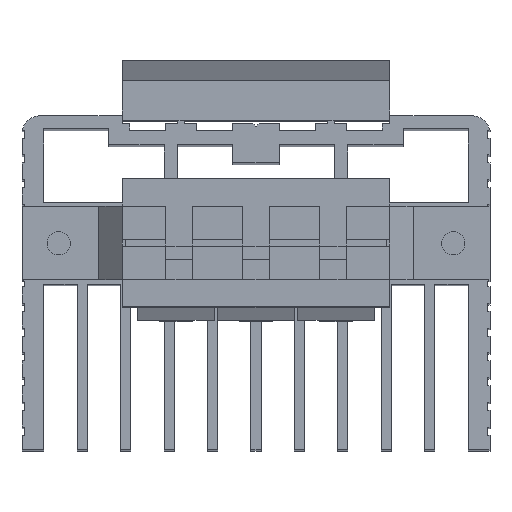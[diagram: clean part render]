
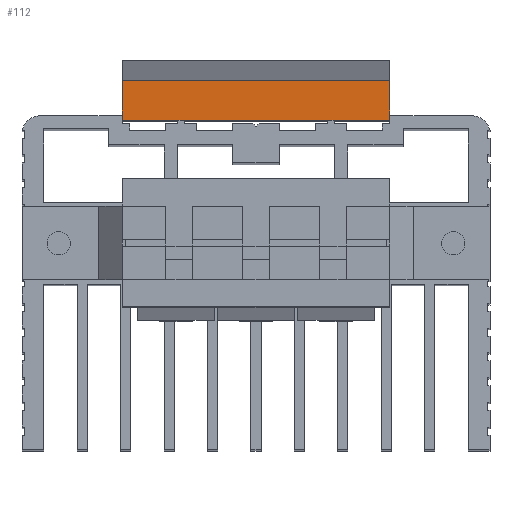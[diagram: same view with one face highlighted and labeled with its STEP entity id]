
A CAD part, top view. The second image highlights one B-rep face of the part: STEP entity #112.
In plain terms, the highlighted planar face has unit normal (0, 0, 1).
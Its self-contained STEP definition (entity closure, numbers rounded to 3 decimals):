
#112=ADVANCED_FACE('',(#616),#617,.F.);
#616=FACE_OUTER_BOUND('',#1507,.T.);
#617=PLANE('',#1508);
#1507=EDGE_LOOP('',(#3186,#3187,#3188,#3189,#3190,#3191,#3192,#3193,#3194,#3195));
#1508=AXIS2_PLACEMENT_3D('',#3196,#3197,#3198);
#3186=ORIENTED_EDGE('',*,*,#6506,.F.);
#3187=ORIENTED_EDGE('',*,*,#6558,.T.);
#3188=ORIENTED_EDGE('',*,*,#6512,.F.);
#3189=ORIENTED_EDGE('',*,*,#6559,.T.);
#3190=ORIENTED_EDGE('',*,*,#6508,.F.);
#3191=ORIENTED_EDGE('',*,*,#6560,.F.);
#3192=ORIENTED_EDGE('',*,*,#6561,.T.);
#3193=ORIENTED_EDGE('',*,*,#6562,.F.);
#3194=ORIENTED_EDGE('',*,*,#6527,.F.);
#3195=ORIENTED_EDGE('',*,*,#6557,.T.);
#3196=CARTESIAN_POINT('',(20.0,25.9,93.5));
#3197=DIRECTION('',(0.0,0.0,-1.0));
#3198=DIRECTION('',(0.0,-1.0,0.0));
#6506=EDGE_CURVE('',#8284,#8280,#8286,.T.);
#6508=EDGE_CURVE('',#8288,#8290,#8291,.T.);
#6512=EDGE_CURVE('',#8276,#8297,#8298,.T.);
#6527=EDGE_CURVE('',#8323,#8324,#8325,.T.);
#6557=EDGE_CURVE('',#8323,#8280,#8376,.T.);
#6558=EDGE_CURVE('',#8284,#8297,#8377,.T.);
#6559=EDGE_CURVE('',#8276,#8290,#8378,.T.);
#6560=EDGE_CURVE('',#8379,#8288,#8380,.T.);
#6561=EDGE_CURVE('',#8379,#8381,#8382,.T.);
#6562=EDGE_CURVE('',#8324,#8381,#8383,.T.);
#8276=VERTEX_POINT('',#10834);
#8280=VERTEX_POINT('',#10840);
#8284=VERTEX_POINT('',#10846);
#8286=LINE('',#10849,#10850);
#8288=VERTEX_POINT('',#10852);
#8290=VERTEX_POINT('',#10855);
#8291=LINE('',#10856,#10857);
#8297=VERTEX_POINT('',#10866);
#8298=LINE('',#10867,#10868);
#8323=VERTEX_POINT('',#10903);
#8324=VERTEX_POINT('',#10904);
#8325=LINE('',#10905,#10906);
#8376=LINE('',#10979,#10980);
#8377=LINE('',#10981,#10982);
#8378=LINE('',#10983,#10984);
#8379=VERTEX_POINT('',#10985);
#8380=LINE('',#10986,#10987);
#8381=VERTEX_POINT('',#10988);
#8382=LINE('',#10989,#10990);
#8383=LINE('',#10991,#10992);
#10834=CARTESIAN_POINT('',(10.7,24.3,93.5));
#10840=CARTESIAN_POINT('',(-20.0,24.3,93.5));
#10846=CARTESIAN_POINT('',(-11.7,24.3,93.5));
#10849=CARTESIAN_POINT('',(-11.7,24.3,93.5));
#10850=VECTOR('',#13043,8.3);
#10852=CARTESIAN_POINT('',(20.0,24.3,93.5));
#10855=CARTESIAN_POINT('',(11.7,24.3,93.5));
#10856=CARTESIAN_POINT('',(20.0,24.3,93.5));
#10857=VECTOR('',#13045,8.3);
#10866=CARTESIAN_POINT('',(-10.7,24.3,93.5));
#10867=CARTESIAN_POINT('',(10.7,24.3,93.5));
#10868=VECTOR('',#13049,21.4);
#10903=CARTESIAN_POINT('',(-20.0,25.0,93.5));
#10904=CARTESIAN_POINT('',(-20.0,30.3,93.5));
#10905=CARTESIAN_POINT('',(-20.0,25.0,93.5));
#10906=VECTOR('',#13072,5.3);
#10979=CARTESIAN_POINT('',(-20.0,25.0,93.5));
#10980=VECTOR('',#13116,0.7);
#10981=CARTESIAN_POINT('',(-11.7,24.3,93.5));
#10982=VECTOR('',#13117,1.0);
#10983=CARTESIAN_POINT('',(10.7,24.3,93.5));
#10984=VECTOR('',#13118,1.0);
#10985=CARTESIAN_POINT('',(20.0,25.0,93.5));
#10986=CARTESIAN_POINT('',(20.0,25.0,93.5));
#10987=VECTOR('',#13119,0.7);
#10988=CARTESIAN_POINT('',(20.0,30.3,93.5));
#10989=CARTESIAN_POINT('',(20.0,25.0,93.5));
#10990=VECTOR('',#13120,5.3);
#10991=CARTESIAN_POINT('',(-20.0,30.3,93.5));
#10992=VECTOR('',#13121,40.0);
#13043=DIRECTION('',(-1.0,0.0,0.0));
#13045=DIRECTION('',(-1.0,0.0,0.0));
#13049=DIRECTION('',(-1.0,0.0,0.0));
#13072=DIRECTION('',(0.0,1.0,0.0));
#13116=DIRECTION('',(0.0,-1.0,0.0));
#13117=DIRECTION('',(1.0,0.0,0.0));
#13118=DIRECTION('',(1.0,0.0,0.0));
#13119=DIRECTION('',(0.0,-1.0,0.0));
#13120=DIRECTION('',(0.0,1.0,0.0));
#13121=DIRECTION('',(1.0,0.0,0.0));
